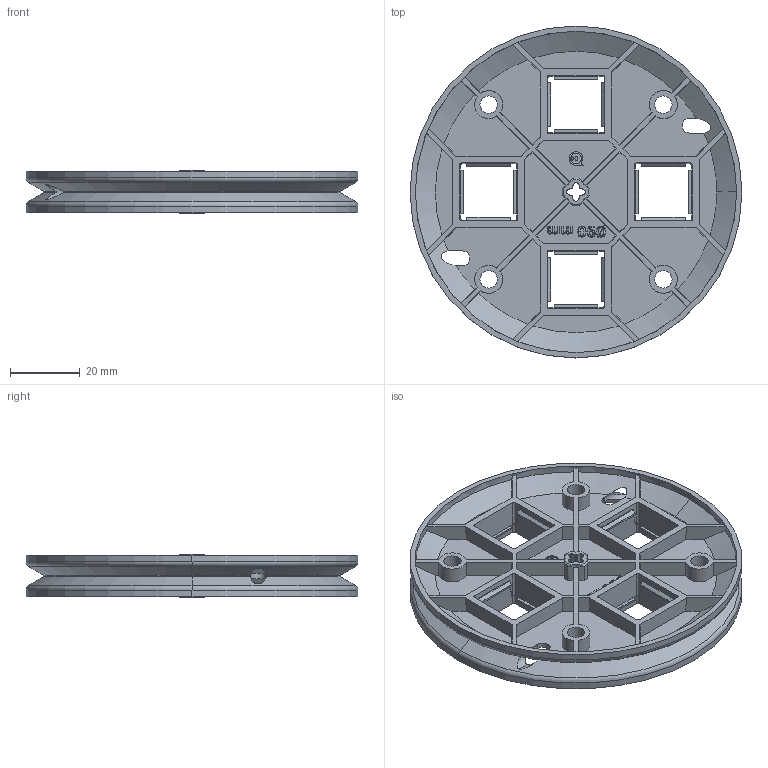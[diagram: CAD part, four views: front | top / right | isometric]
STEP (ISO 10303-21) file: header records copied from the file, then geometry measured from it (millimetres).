
FILE_DESCRIPTION (( 'STEP AP214' ), '1' );
FILE_NAME ('750-0999-071 Rev3.STEP', '2022-10-26T23:44:02', ( '' ), ( '' ), 'SwSTEP 2.0', 'SolidWorks 2021', '' );
FILE_SCHEMA (( 'AUTOMOTIVE_DESIGN' ));
Length unit declared in the file: millimetre
Products named in the file (1): 750-0999-071 Rev3
Bounding box: 95 x 95 x 12.5 mm (x, y, z)
Volume: 23215 mm3; surface area: 29801.2 mm2
Topology: 1 solids, 1 shells, 1210 faces, 3488 edges, 2302 vertices
Faces by surface type: plane 742, bspline 282, cylinder 132, cone 44, torus 10
Entity records: 45210 total; most frequent: CARTESIAN_POINT 15969, ORIENTED_EDGE 6976, DIRECTION 4676, EDGE_CURVE 3488, VERTEX_POINT 2302, VECTOR 2190, LINE 2190, EDGE_LOOP 1258
